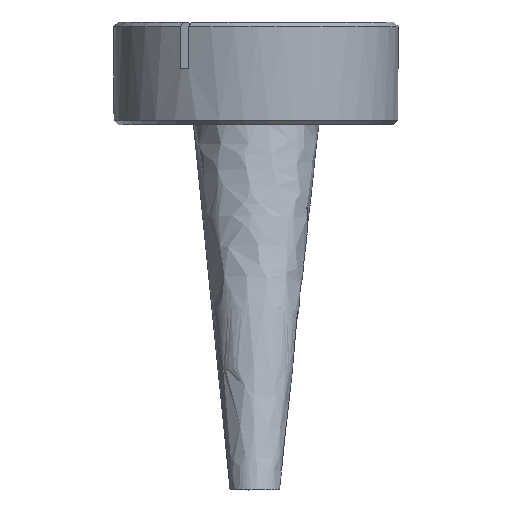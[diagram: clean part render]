
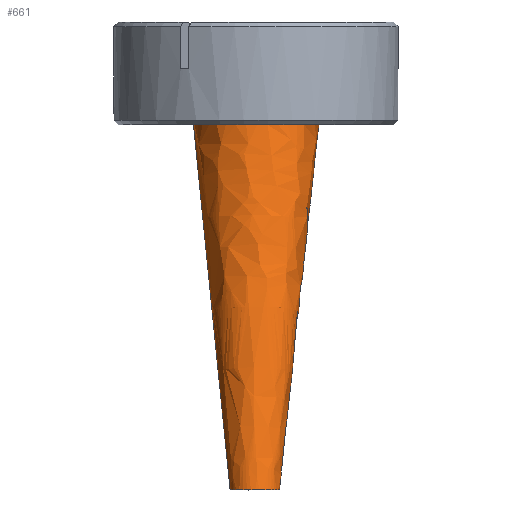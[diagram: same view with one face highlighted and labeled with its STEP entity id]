
A CAD part, left-side view. The second image highlights one B-rep face of the part: STEP entity #661.
In plain terms, the highlighted free-form (B-spline) face has degree [1, 2] with [2, 9] control points.
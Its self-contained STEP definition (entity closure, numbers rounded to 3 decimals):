
#15=(
BOUNDED_SURFACE()
B_SPLINE_SURFACE(1,2,((#1282,#1283,#1284,#1285,#1286,#1287,#1288,#1289,
#1290),(#1291,#1292,#1293,#1294,#1295,#1296,#1297,#1298,#1299)),
 .UNSPECIFIED.,.F.,.T.,.F.)
B_SPLINE_SURFACE_WITH_KNOTS((2,2),(3,2,2,2,3),(-0.396,6.458),
(-3.142,-1.571,0.,1.571,3.142),
 .UNSPECIFIED.)
GEOMETRIC_REPRESENTATION_ITEM()
RATIONAL_B_SPLINE_SURFACE(((1.,0.707,1.,0.707,1.,
0.707,1.,0.707,1.),(1.,0.707,1.,0.707,
1.,0.707,1.,0.707,1.)))
REPRESENTATION_ITEM('')
SURFACE()
);
#21=B_SPLINE_CURVE_WITH_KNOTS('',1,(#1300,#1301),.UNSPECIFIED.,.F.,.F.,
(2,2),(-6.308,-0.013),.UNSPECIFIED.);
#188=FACE_OUTER_BOUND('',#233,.T.);
#233=EDGE_LOOP('',(#607,#608,#609,#610,#611,#612,#613));
#242=CIRCLE('',#675,6.703);
#243=CIRCLE('',#676,6.703);
#269=CIRCLE('',#724,6.703);
#271=CIRCLE('',#737,2.645);
#272=CIRCLE('',#738,2.645);
#288=VERTEX_POINT('',#973);
#289=VERTEX_POINT('',#975);
#290=VERTEX_POINT('',#977);
#333=VERTEX_POINT('',#1278);
#334=VERTEX_POINT('',#1279);
#350=EDGE_CURVE('',#288,#289,#242,.T.);
#351=EDGE_CURVE('',#289,#290,#243,.T.);
#417=EDGE_CURVE('',#288,#290,#269,.T.);
#425=EDGE_CURVE('',#333,#334,#271,.T.);
#426=EDGE_CURVE('',#334,#333,#272,.T.);
#427=EDGE_CURVE('',#334,#289,#21,.T.);
#607=ORIENTED_EDGE('',*,*,#425,.T.);
#608=ORIENTED_EDGE('',*,*,#427,.T.);
#609=ORIENTED_EDGE('',*,*,#350,.F.);
#610=ORIENTED_EDGE('',*,*,#417,.T.);
#611=ORIENTED_EDGE('',*,*,#351,.F.);
#612=ORIENTED_EDGE('',*,*,#427,.F.);
#613=ORIENTED_EDGE('',*,*,#426,.T.);
#661=ADVANCED_FACE('',(#188),#15,.F.);
#675=AXIS2_PLACEMENT_3D('',#976,#770,#771);
#676=AXIS2_PLACEMENT_3D('',#978,#772,#773);
#724=AXIS2_PLACEMENT_3D('',#1104,#908,#909);
#737=AXIS2_PLACEMENT_3D('',#1280,#936,#937);
#738=AXIS2_PLACEMENT_3D('',#1281,#938,#939);
#770=DIRECTION('center_axis',(0.,0.,1.));
#771=DIRECTION('ref_axis',(-0.045,-0.999,0.));
#772=DIRECTION('center_axis',(0.,0.,1.));
#773=DIRECTION('ref_axis',(-0.045,-0.999,0.));
#908=DIRECTION('center_axis',(0.,0.,-1.));
#909=DIRECTION('ref_axis',(1.,0.,0.));
#936=DIRECTION('center_axis',(0.,0.,1.));
#937=DIRECTION('ref_axis',(1.,0.,0.));
#938=DIRECTION('center_axis',(0.,0.,1.));
#939=DIRECTION('ref_axis',(1.,0.,0.));
#973=CARTESIAN_POINT('',(70.813,-51.798,489.));
#975=CARTESIAN_POINT('',(70.629,-51.8,489.));
#976=CARTESIAN_POINT('Origin',(70.809,-58.5,489.));
#977=CARTESIAN_POINT('',(70.806,-65.203,489.));
#978=CARTESIAN_POINT('Origin',(70.809,-58.5,489.));
#1104=CARTESIAN_POINT('Origin',(70.809,-58.5,489.));
#1278=CARTESIAN_POINT('',(57.657,-58.358,449.999));
#1279=CARTESIAN_POINT('',(54.94,-55.714,449.999));
#1280=CARTESIAN_POINT('Origin',(55.012,-58.358,449.999));
#1281=CARTESIAN_POINT('Origin',(55.012,-58.358,449.999));
#1282=CARTESIAN_POINT('Ctrl Pts',(71.649,-51.545,491.537));
#1283=CARTESIAN_POINT('Ctrl Pts',(77.641,-51.599,489.132));
#1284=CARTESIAN_POINT('Ctrl Pts',(77.579,-58.561,489.132));
#1285=CARTESIAN_POINT('Ctrl Pts',(77.516,-65.523,489.132));
#1286=CARTESIAN_POINT('Ctrl Pts',(71.524,-65.469,491.537));
#1287=CARTESIAN_POINT('Ctrl Pts',(65.532,-65.415,493.942));
#1288=CARTESIAN_POINT('Ctrl Pts',(65.594,-58.453,493.942));
#1289=CARTESIAN_POINT('Ctrl Pts',(65.657,-51.492,493.942));
#1290=CARTESIAN_POINT('Ctrl Pts',(71.649,-51.545,491.537));
#1291=CARTESIAN_POINT('Ctrl Pts',(54.568,-55.807,449.073));
#1292=CARTESIAN_POINT('Ctrl Pts',(56.76,-55.827,448.193));
#1293=CARTESIAN_POINT('Ctrl Pts',(56.737,-58.374,448.193));
#1294=CARTESIAN_POINT('Ctrl Pts',(56.714,-60.921,448.193));
#1295=CARTESIAN_POINT('Ctrl Pts',(54.522,-60.901,449.073));
#1296=CARTESIAN_POINT('Ctrl Pts',(52.329,-60.881,449.953));
#1297=CARTESIAN_POINT('Ctrl Pts',(52.352,-58.334,449.953));
#1298=CARTESIAN_POINT('Ctrl Pts',(52.375,-55.787,449.953));
#1299=CARTESIAN_POINT('Ctrl Pts',(54.568,-55.807,449.073));
#1300=CARTESIAN_POINT('Ctrl Pts',(54.94,-55.714,449.999));
#1301=CARTESIAN_POINT('Ctrl Pts',(70.629,-51.8,489.));
